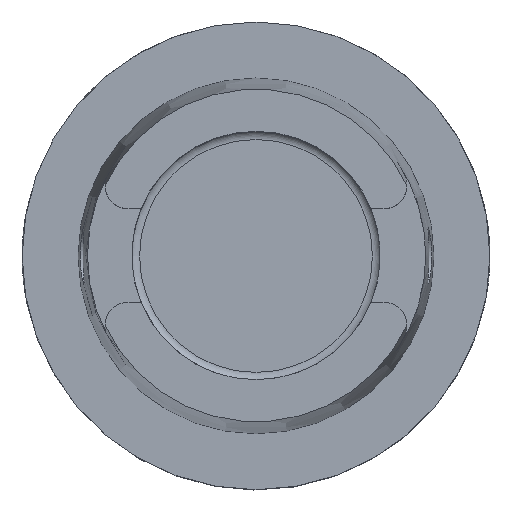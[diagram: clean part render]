
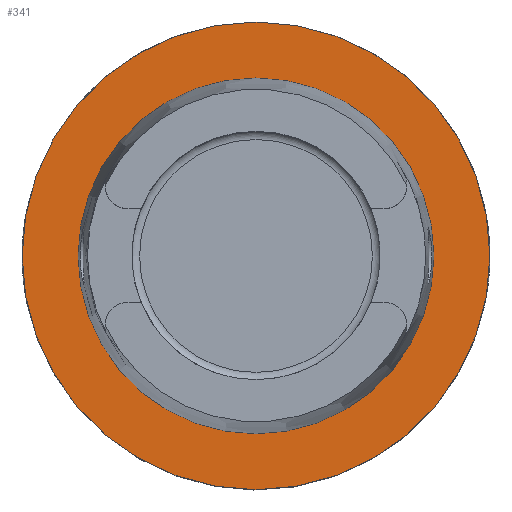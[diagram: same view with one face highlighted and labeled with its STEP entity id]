
A CAD part, top view. The second image highlights one B-rep face of the part: STEP entity #341.
In plain terms, the highlighted planar face has unit normal (0, 0, 1).
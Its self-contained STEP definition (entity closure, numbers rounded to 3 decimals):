
#240=PLANE('',#1427);
#341=ADVANCED_FACE('',(#449,#450),#240,.F.);
#449=FACE_BOUND('',#530,.T.);
#450=FACE_BOUND('',#531,.T.);
#530=EDGE_LOOP('',(#721));
#531=EDGE_LOOP('',(#722));
#721=ORIENTED_EDGE('',*,*,#1147,.F.);
#722=ORIENTED_EDGE('',*,*,#1146,.T.);
#1002=VERTEX_POINT('',#2203);
#1003=VERTEX_POINT('',#2206);
#1146=EDGE_CURVE('',#1002,#1002,#1291,.T.);
#1147=EDGE_CURVE('',#1003,#1003,#1292,.T.);
#1291=CIRCLE('',#1424,38.008);
#1292=CIRCLE('',#1426,49.965);
#1424=AXIS2_PLACEMENT_3D('',#2202,#1661,#1662);
#1426=AXIS2_PLACEMENT_3D('',#2205,#1665,#1666);
#1427=AXIS2_PLACEMENT_3D('',#2207,#1667,#1668);
#1661=DIRECTION('',(0.,0.,-1.));
#1662=DIRECTION('',(1.,0.,0.));
#1665=DIRECTION('',(0.,0.,-1.));
#1666=DIRECTION('',(1.,0.,0.));
#1667=DIRECTION('',(0.,0.,-1.));
#1668=DIRECTION('',(1.,0.,0.));
#2202=CARTESIAN_POINT('',(0.,0.,0.));
#2203=CARTESIAN_POINT('',(38.008,0.,0.));
#2205=CARTESIAN_POINT('',(0.,0.,0.));
#2206=CARTESIAN_POINT('',(49.965,0.,0.));
#2207=CARTESIAN_POINT('',(0.,-39.062,0.));
